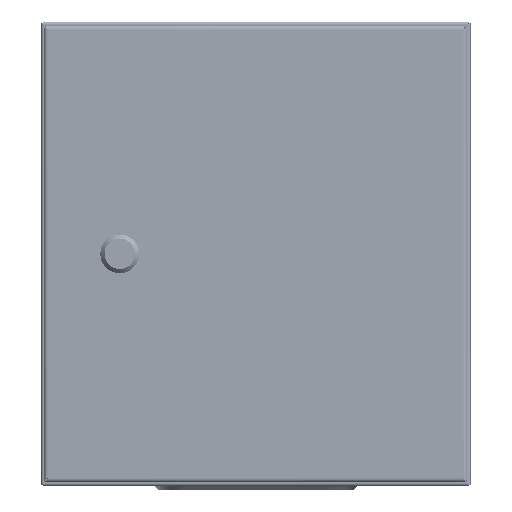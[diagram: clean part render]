
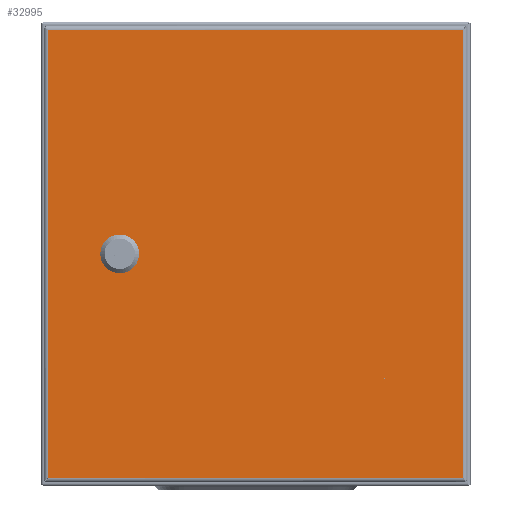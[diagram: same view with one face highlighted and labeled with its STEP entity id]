
A CAD part, top view. The second image highlights one B-rep face of the part: STEP entity #32995.
In plain terms, the highlighted planar face has unit normal (0, 0, 1).
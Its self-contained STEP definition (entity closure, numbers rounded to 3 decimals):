
#280 = CARTESIAN_POINT ( 'NONE',  ( -93.363, -10.25, 1. ) ) ;
#1606 = VERTEX_POINT ( 'NONE', #58807 ) ;
#1739 = FACE_OUTER_BOUND ( 'NONE', #26145, .T. ) ;
#3001 = AXIS2_PLACEMENT_3D ( 'NONE', #72859, #122069, #11559 ) ;
#3204 = LINE ( 'NONE', #124255, #63346 ) ;
#3956 = ORIENTED_EDGE ( 'NONE', *, *, #118926, .F. ) ;
#4315 = EDGE_CURVE ( 'NONE', #131474, #75440, #26023, .T. ) ;
#5220 = DIRECTION ( 'NONE',  ( -1., 0., 0. ) ) ;
#5574 = AXIS2_PLACEMENT_3D ( 'NONE', #47773, #48563, #50975 ) ;
#6355 = VERTEX_POINT ( 'NONE', #39334 ) ;
#6856 = DIRECTION ( 'NONE',  ( 0., 1., 0. ) ) ;
#9083 = VERTEX_POINT ( 'NONE', #41475 ) ;
#9615 = ORIENTED_EDGE ( 'NONE', *, *, #95827, .F. ) ;
#11467 = PLANE ( 'NONE',  #5574 ) ;
#11559 = DIRECTION ( 'NONE',  ( 1., 0., 0. ) ) ;
#19742 = CARTESIAN_POINT ( 'NONE',  ( -153., -161.9, 1. ) ) ;
#24803 = ORIENTED_EDGE ( 'NONE', *, *, #122273, .T. ) ;
#25149 = FACE_BOUND ( 'NONE', #137066, .T. ) ;
#26023 = LINE ( 'NONE', #156935, #47859 ) ;
#26145 = EDGE_LOOP ( 'NONE', ( #36015, #114513, #24803, #120761 ) ) ;
#27404 = VECTOR ( 'NONE', #148431, 1000. ) ;
#28216 = ORIENTED_EDGE ( 'NONE', *, *, #55268, .F. ) ;
#29008 = DIRECTION ( 'NONE',  ( -1., 0., 0. ) ) ;
#29666 = VERTEX_POINT ( 'NONE', #71315 ) ;
#32419 = CARTESIAN_POINT ( 'NONE',  ( -102.637, 10.25, 1. ) ) ;
#32995 = ADVANCED_FACE ( 'NONE', ( #25149, #1739 ), #11467, .T. ) ;
#33549 = DIRECTION ( 'NONE',  ( 1., 0., 0. ) ) ;
#35230 = VECTOR ( 'NONE', #5220, 1000. ) ;
#36015 = ORIENTED_EDGE ( 'NONE', *, *, #132799, .T. ) ;
#36719 = VERTEX_POINT ( 'NONE', #32419 ) ;
#38101 = CIRCLE ( 'NONE', #58707, 11.25 ) ;
#39334 = CARTESIAN_POINT ( 'NONE',  ( -108.25, 4.637, 1. ) ) ;
#41475 = CARTESIAN_POINT ( 'NONE',  ( 149.9, -161.9, 1. ) ) ;
#47773 = CARTESIAN_POINT ( 'NONE',  ( -153., -165., 1. ) ) ;
#47859 = VECTOR ( 'NONE', #33549, 1000. ) ;
#48563 = DIRECTION ( 'NONE',  ( 0., 0., 1. ) ) ;
#50975 = DIRECTION ( 'NONE',  ( 1., 0., 0. ) ) ;
#53809 = EDGE_CURVE ( 'NONE', #106517, #92827, #111297, .T. ) ;
#55057 = VECTOR ( 'NONE', #142381, 1000. ) ;
#55268 = EDGE_CURVE ( 'NONE', #75440, #110103, #38101, .T. ) ;
#55356 = ORIENTED_EDGE ( 'NONE', *, *, #132796, .F. ) ;
#58707 = AXIS2_PLACEMENT_3D ( 'NONE', #111140, #75686, #124888 ) ;
#58756 = VECTOR ( 'NONE', #81988, 1000. ) ;
#58807 = CARTESIAN_POINT ( 'NONE',  ( -93.363, 10.25, 1. ) ) ;
#63346 = VECTOR ( 'NONE', #29008, 1000. ) ;
#64728 = CARTESIAN_POINT ( 'NONE',  ( -87.75, 4.637, 1. ) ) ;
#66128 = EDGE_CURVE ( 'NONE', #29666, #131474, #129223, .T. ) ;
#66181 = VERTEX_POINT ( 'NONE', #64728 ) ;
#66774 = CARTESIAN_POINT ( 'NONE',  ( 149.9, -1815., 1. ) ) ;
#67518 = CARTESIAN_POINT ( 'NONE',  ( -108.25, 4.637, 1. ) ) ;
#67817 = VECTOR ( 'NONE', #6856, 1000. ) ;
#68185 = LINE ( 'NONE', #70579, #67817 ) ;
#69581 = ORIENTED_EDGE ( 'NONE', *, *, #129750, .F. ) ;
#69814 = CIRCLE ( 'NONE', #111001, 11.25 ) ;
#70579 = CARTESIAN_POINT ( 'NONE',  ( -87.75, 4.637, 1. ) ) ;
#71315 = CARTESIAN_POINT ( 'NONE',  ( -108.25, -4.637, 1. ) ) ;
#72859 = CARTESIAN_POINT ( 'NONE',  ( -98., 0., 1. ) ) ;
#75440 = VERTEX_POINT ( 'NONE', #280 ) ;
#75686 = DIRECTION ( 'NONE',  ( 0., 0., 1. ) ) ;
#77200 = CARTESIAN_POINT ( 'NONE',  ( -98., 0., 1. ) ) ;
#77243 = DIRECTION ( 'NONE',  ( 1., 0., 0. ) ) ;
#78100 = LINE ( 'NONE', #66774, #82115 ) ;
#79821 = ORIENTED_EDGE ( 'NONE', *, *, #66128, .F. ) ;
#81988 = DIRECTION ( 'NONE',  ( 0., -1., 0. ) ) ;
#82115 = VECTOR ( 'NONE', #103877, 1000. ) ;
#89317 = DIRECTION ( 'NONE',  ( 0., 0., 1. ) ) ;
#91651 = DIRECTION ( 'NONE',  ( 0., 0., 1. ) ) ;
#92827 = VERTEX_POINT ( 'NONE', #124367 ) ;
#93170 = LINE ( 'NONE', #19742, #55057 ) ;
#95827 = EDGE_CURVE ( 'NONE', #6355, #29666, #118292, .T. ) ;
#98464 = AXIS2_PLACEMENT_3D ( 'NONE', #152195, #89317, #77243 ) ;
#103877 = DIRECTION ( 'NONE',  ( 0., 1., 0. ) ) ;
#106517 = VERTEX_POINT ( 'NONE', #108871 ) ;
#108450 = ORIENTED_EDGE ( 'NONE', *, *, #4315, .F. ) ;
#108668 = CIRCLE ( 'NONE', #98464, 11.25 ) ;
#108871 = CARTESIAN_POINT ( 'NONE',  ( -149.9, 161.9, 1. ) ) ;
#110103 = VERTEX_POINT ( 'NONE', #129133 ) ;
#111001 = AXIS2_PLACEMENT_3D ( 'NONE', #77200, #91651, #126370 ) ;
#111140 = CARTESIAN_POINT ( 'NONE',  ( -98., 0., 1. ) ) ;
#111297 = LINE ( 'NONE', #137112, #27404 ) ;
#112882 = ORIENTED_EDGE ( 'NONE', *, *, #146681, .F. ) ;
#114513 = ORIENTED_EDGE ( 'NONE', *, *, #125462, .T. ) ;
#115447 = CARTESIAN_POINT ( 'NONE',  ( -102.637, -10.25, 1. ) ) ;
#116505 = CARTESIAN_POINT ( 'NONE',  ( -102.637, 10.25, 1. ) ) ;
#118292 = LINE ( 'NONE', #67518, #58756 ) ;
#118926 = EDGE_CURVE ( 'NONE', #36719, #6355, #69814, .T. ) ;
#120761 = ORIENTED_EDGE ( 'NONE', *, *, #53809, .T. ) ;
#122069 = DIRECTION ( 'NONE',  ( 0., 0., 1. ) ) ;
#122273 = EDGE_CURVE ( 'NONE', #128145, #106517, #3204, .T. ) ;
#124255 = CARTESIAN_POINT ( 'NONE',  ( 153., 161.9, 1. ) ) ;
#124367 = CARTESIAN_POINT ( 'NONE',  ( -149.9, -161.9, 1. ) ) ;
#124888 = DIRECTION ( 'NONE',  ( 1., 0., 0. ) ) ;
#125462 = EDGE_CURVE ( 'NONE', #9083, #128145, #78100, .T. ) ;
#126370 = DIRECTION ( 'NONE',  ( 1., 0., 0. ) ) ;
#128145 = VERTEX_POINT ( 'NONE', #151994 ) ;
#129133 = CARTESIAN_POINT ( 'NONE',  ( -87.75, -4.637, 1. ) ) ;
#129223 = CIRCLE ( 'NONE', #3001, 11.25 ) ;
#129750 = EDGE_CURVE ( 'NONE', #66181, #1606, #108668, .T. ) ;
#131474 = VERTEX_POINT ( 'NONE', #115447 ) ;
#132796 = EDGE_CURVE ( 'NONE', #110103, #66181, #68185, .T. ) ;
#132799 = EDGE_CURVE ( 'NONE', #92827, #9083, #93170, .T. ) ;
#137066 = EDGE_LOOP ( 'NONE', ( #79821, #9615, #3956, #112882, #69581, #55356, #28216, #108450 ) ) ;
#137112 = CARTESIAN_POINT ( 'NONE',  ( -149.9, 165., 1. ) ) ;
#140739 = LINE ( 'NONE', #116505, #35230 ) ;
#142381 = DIRECTION ( 'NONE',  ( 1., 0., 0. ) ) ;
#146681 = EDGE_CURVE ( 'NONE', #1606, #36719, #140739, .T. ) ;
#148431 = DIRECTION ( 'NONE',  ( 0., -1., 0. ) ) ;
#151994 = CARTESIAN_POINT ( 'NONE',  ( 149.9, 161.9, 1. ) ) ;
#152195 = CARTESIAN_POINT ( 'NONE',  ( -98., 0., 1. ) ) ;
#156935 = CARTESIAN_POINT ( 'NONE',  ( -102.637, -10.25, 1. ) ) ;
